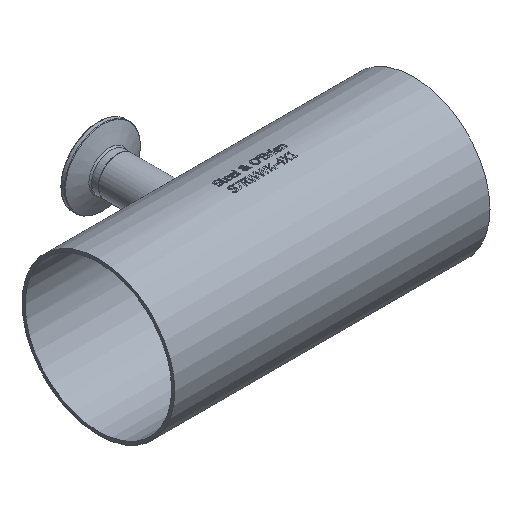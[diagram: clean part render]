
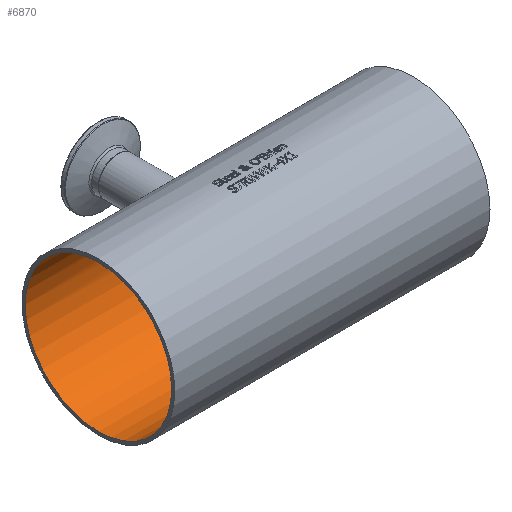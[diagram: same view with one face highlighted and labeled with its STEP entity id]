
A CAD part, isometric view. The second image highlights one B-rep face of the part: STEP entity #6870.
In plain terms, the highlighted cylindrical face has radius 48.692 mm (diameter 97.384 mm), a full revolution.
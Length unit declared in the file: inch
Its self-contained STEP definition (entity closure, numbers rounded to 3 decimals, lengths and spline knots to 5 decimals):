
#169=FACE_BOUND('',#1316,.T.);
#170=FACE_BOUND('',#1317,.T.);
#171=FACE_BOUND('',#1318,.T.);
#1316=EDGE_LOOP('',(#6380));
#1317=EDGE_LOOP('',(#6381));
#1318=EDGE_LOOP('',(#6382));
#1613=B_SPLINE_CURVE_WITH_KNOTS('',3,(#14540,#14541,#14542,#14543,#14544,
#14545,#14546,#14547,#14548,#14549,#14550,#14551,#14552,#14553,#14554,#14555,
#14556,#14557,#14558,#14559,#14560,#14561,#14562,#14563,#14564,#14565,#14566,
#14567,#14568,#14569,#14570,#14571,#14572,#14573),.UNSPECIFIED.,.T.,.F.,
(4,2,2,2,2,2,2,2,2,2,2,2,2,2,2,2,4),(0.,0.41779,0.83558,
1.25333,1.67109,2.08884,2.50659,2.92438,
3.34217,3.75997,4.17776,4.59551,5.01326,
5.43101,5.84877,6.26656,6.68435),
 .UNSPECIFIED.);
#2723=CIRCLE('',#7334,1.917);
#2724=CIRCLE('',#7335,1.917);
#3395=VERTEX_POINT('',#14539);
#3396=VERTEX_POINT('',#14575);
#3397=VERTEX_POINT('',#14577);
#4392=EDGE_CURVE('',#3395,#3395,#1613,.T.);
#4393=EDGE_CURVE('',#3396,#3396,#2723,.T.);
#4394=EDGE_CURVE('',#3397,#3397,#2724,.T.);
#6380=ORIENTED_EDGE('',*,*,#4392,.T.);
#6381=ORIENTED_EDGE('',*,*,#4393,.F.);
#6382=ORIENTED_EDGE('',*,*,#4394,.F.);
#6429=CYLINDRICAL_SURFACE('',#7333,1.917);
#6870=ADVANCED_FACE('',(#169,#170,#171),#6429,.F.);
#7333=AXIS2_PLACEMENT_3D('',#14574,#8738,#8739);
#7334=AXIS2_PLACEMENT_3D('',#14576,#8740,#8741);
#7335=AXIS2_PLACEMENT_3D('',#14578,#8742,#8743);
#8738=DIRECTION('center_axis',(-1.,0.,0.));
#8739=DIRECTION('ref_axis',(0.,0.,1.));
#8740=DIRECTION('center_axis',(1.,0.,0.));
#8741=DIRECTION('ref_axis',(0.,0.,1.));
#8742=DIRECTION('center_axis',(-1.,0.,0.));
#8743=DIRECTION('ref_axis',(0.,0.,1.));
#14539=CARTESIAN_POINT('',(0.,1.86699,0.435));
#14540=CARTESIAN_POINT('Ctrl Pts',(0.,1.86699,
0.435));
#14541=CARTESIAN_POINT('Ctrl Pts',(0.05483,1.86699,0.435));
#14542=CARTESIAN_POINT('Ctrl Pts',(0.11317,1.86966,0.424));
#14543=CARTESIAN_POINT('Ctrl Pts',(0.22029,1.87919,0.37955));
#14544=CARTESIAN_POINT('Ctrl Pts',(0.26908,1.8859,0.34611));
#14545=CARTESIAN_POINT('Ctrl Pts',(0.3461,1.89842,0.26908));
#14546=CARTESIAN_POINT('Ctrl Pts',(0.37955,1.90506,0.22029));
#14547=CARTESIAN_POINT('Ctrl Pts',(0.424,1.91441,0.11317));
#14548=CARTESIAN_POINT('Ctrl Pts',(0.435,1.917,0.05482));
#14549=CARTESIAN_POINT('Ctrl Pts',(0.435,1.917,-0.05482));
#14550=CARTESIAN_POINT('Ctrl Pts',(0.424,1.91441,-0.11317));
#14551=CARTESIAN_POINT('Ctrl Pts',(0.37955,1.90506,-0.22029));
#14552=CARTESIAN_POINT('Ctrl Pts',(0.3461,1.89842,-0.26908));
#14553=CARTESIAN_POINT('Ctrl Pts',(0.26908,1.8859,-0.34611));
#14554=CARTESIAN_POINT('Ctrl Pts',(0.22029,1.87919,-0.37955));
#14555=CARTESIAN_POINT('Ctrl Pts',(0.11317,1.86966,-0.424));
#14556=CARTESIAN_POINT('Ctrl Pts',(0.05483,1.86699,-0.435));
#14557=CARTESIAN_POINT('Ctrl Pts',(-0.05483,1.86699,-0.435));
#14558=CARTESIAN_POINT('Ctrl Pts',(-0.11317,1.86966,
-0.424));
#14559=CARTESIAN_POINT('Ctrl Pts',(-0.22029,1.87919,-0.37955));
#14560=CARTESIAN_POINT('Ctrl Pts',(-0.26908,1.8859,
-0.34611));
#14561=CARTESIAN_POINT('Ctrl Pts',(-0.3461,1.89842,
-0.26908));
#14562=CARTESIAN_POINT('Ctrl Pts',(-0.37955,1.90506,-0.22029));
#14563=CARTESIAN_POINT('Ctrl Pts',(-0.424,1.91441,
-0.11317));
#14564=CARTESIAN_POINT('Ctrl Pts',(-0.435,1.917,-0.05482));
#14565=CARTESIAN_POINT('Ctrl Pts',(-0.435,1.917,0.05482));
#14566=CARTESIAN_POINT('Ctrl Pts',(-0.424,1.91441,
0.11317));
#14567=CARTESIAN_POINT('Ctrl Pts',(-0.37955,1.90506,0.22029));
#14568=CARTESIAN_POINT('Ctrl Pts',(-0.3461,1.89842,
0.26908));
#14569=CARTESIAN_POINT('Ctrl Pts',(-0.26908,1.8859,
0.34611));
#14570=CARTESIAN_POINT('Ctrl Pts',(-0.22029,1.87919,0.37955));
#14571=CARTESIAN_POINT('Ctrl Pts',(-0.11317,1.86966,
0.424));
#14572=CARTESIAN_POINT('Ctrl Pts',(-0.05483,1.86699,0.435));
#14573=CARTESIAN_POINT('Ctrl Pts',(0.,1.86699,0.435));
#14574=CARTESIAN_POINT('Origin',(4.125,0.,0.));
#14575=CARTESIAN_POINT('',(-4.125,0.,-1.917));
#14576=CARTESIAN_POINT('Origin',(-4.125,0.,0.));
#14577=CARTESIAN_POINT('',(4.125,0.,-1.917));
#14578=CARTESIAN_POINT('Origin',(4.125,0.,0.));
